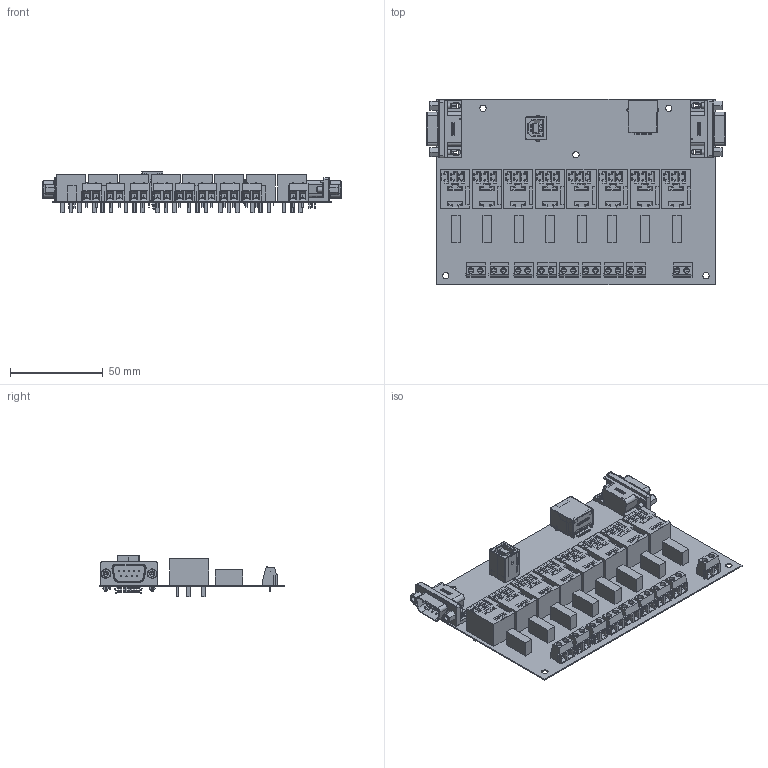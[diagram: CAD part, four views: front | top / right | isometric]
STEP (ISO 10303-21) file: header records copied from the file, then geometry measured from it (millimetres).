
FILE_DESCRIPTION(('Open CASCADE Model'),'2;1');
FILE_NAME('Open CASCADE Shape Model','2023-12-04T15:27:18',('Author'),( 'Open CASCADE'),'Open CASCADE STEP processor 7.5','Open CASCADE 7.5' ,'Unknown');
FILE_SCHEMA(('AUTOMOTIVE_DESIGN { 1 0 10303 214 1 1 1 1 }'));
Length unit declared in the file: millimetre
Products named in the file (54): PCB; Board; Open CASCADE STEP translator 7.5 1.1.1; P400; 398800302_RGB4408131; Open CASCADE STEP translator 7.5 1.2.1.1; Open CASCADE STEP translator 7.5 1.2.1.2; P301; Conn_ASSMANN_WSW_Components_A-DS_09_A-KG-T2S_eec; body; shell; tail; contact; bolt; mtn; bolt_MIR; mtn_MIR; logo; P300; P200; M-RJLSE-4X381-01T-REVT1; P107; P106; P105; P104; P103; P102; P101; P100; K107; c-1393310-2-b-3d; K106; K105; K104; K103; K102; K101; K100; J500; 61400413321 ...
Assembly tree (78 placements, depth 4):
  PCB
    Board
      Open CASCADE STEP translator 7.5 1.1.1
    P400
      398800302_RGB4408131
        Open CASCADE STEP translator 7.5 1.2.1.1
        Open CASCADE STEP translator 7.5 1.2.1.2
    P301
      Conn_ASSMANN_WSW_Components_A-DS_09_A-KG-T2S_eec
        body
        shell
        tail
        contact
        bolt
        mtn
        bolt_MIR
        mtn_MIR
        logo
    P300
      Conn_ASSMANN_WSW_Components_A-DS_09_A-KG-T2S_eec
        body
        shell
        tail
        contact
        bolt
        mtn
        bolt_MIR
        mtn_MIR
        logo
    P200
      M-RJLSE-4X381-01T-REVT1
    P107
      398800302_RGB4408131
        Open CASCADE STEP translator 7.5 1.2.1.1
        Open CASCADE STEP translator 7.5 1.2.1.2
    P106
      398800302_RGB4408131
        Open CASCADE STEP translator 7.5 1.2.1.1
        Open CASCADE STEP translator 7.5 1.2.1.2
    P105
      398800302_RGB4408131
        Open CASCADE STEP translator 7.5 1.2.1.1
        Open CASCADE STEP translator 7.5 1.2.1.2
    P104
      398800302_RGB4408131
        Open CASCADE STEP translator 7.5 1.2.1.1
        Open CASCADE STEP translator 7.5 1.2.1.2
    P103
      398800302_RGB4408131
        Open CASCADE STEP translator 7.5 1.2.1.1
        Open CASCADE STEP translator 7.5 1.2.1.2
    P102
      398800302_RGB4408131
        Open CASCADE STEP translator 7.5 1.2.1.1
        Open CASCADE STEP translator 7.5 1.2.1.2
    P101
      398800302_RGB4408131
        Open CASCADE STEP translator 7.5 1.2.1.1
        Open CASCADE STEP translator 7.5 1.2.1.2
    P100
Bounding box: 160.5 x 100 x 22.15 mm (x, y, z)
Volume: 67841.8 mm3; surface area: 71277 mm2
Topology: 131 solids, 131 shells, 4807 faces, 12421 edges, 8102 vertices
Faces by surface type: plane 3439, cylinder 788, bspline 366, torus 110, sphere 54, cone 50
Full cylindrical faces by diameter (mm): 0.64 x18, 0.782 x2, 0.92 x4, 1 x18, 1.2 x18, 1.6 x2, 2.3 x2, 2.34 x40, 2.845 x20, 3.05 x4, 3.4 x5
Entity records: 79957 total; most frequent: CARTESIAN_POINT 17946, ORIENTED_EDGE 12104, DIRECTION 11114, EDGE_CURVE 6052, LINE 4472, VECTOR 4472, VERTEX_POINT 3925, AXIS2_PLACEMENT_3D 3321
